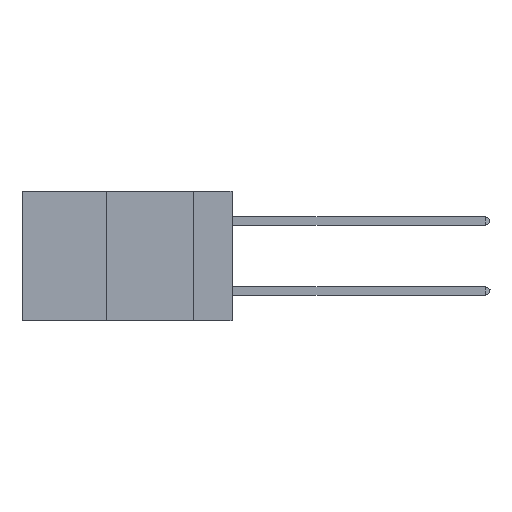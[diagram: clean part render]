
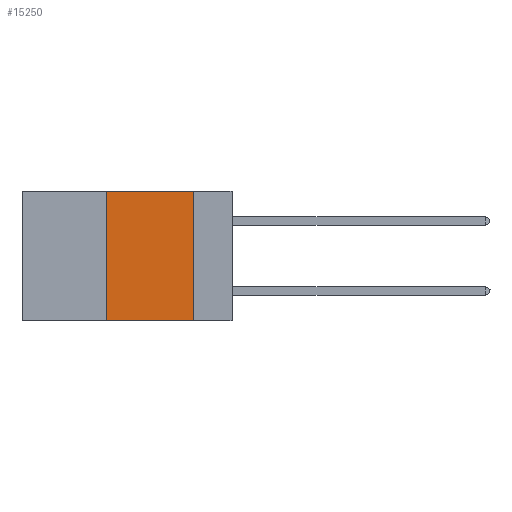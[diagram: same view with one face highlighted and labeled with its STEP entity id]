
A CAD part, left-side view. The second image highlights one B-rep face of the part: STEP entity #15250.
In plain terms, the highlighted planar face has unit normal (-1, 0, 0).
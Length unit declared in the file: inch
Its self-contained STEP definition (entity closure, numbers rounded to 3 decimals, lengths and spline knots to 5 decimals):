
#1163 = VERTEX_POINT ( 'NONE', #2420 ) ;
#2298 = AXIS2_PLACEMENT_3D ( 'NONE', #9933, #19228, #5427 ) ;
#2420 = CARTESIAN_POINT ( 'NONE',  ( 0., 0.11, -0.37 ) ) ;
#2940 = VERTEX_POINT ( 'NONE', #12083 ) ;
#3458 = VERTEX_POINT ( 'NONE', #9220 ) ;
#3961 = LINE ( 'NONE', #13698, #27653 ) ;
#5427 = DIRECTION ( 'NONE',  ( 0., 0., -1. ) ) ;
#6350 = LINE ( 'NONE', #18722, #23945 ) ;
#8205 = CARTESIAN_POINT ( 'NONE',  ( 0., 0.11, 0. ) ) ;
#9134 = DIRECTION ( 'NONE',  ( 0., 0., 1. ) ) ;
#9220 = CARTESIAN_POINT ( 'NONE',  ( 0., 0.36, -0.37 ) ) ;
#9295 = VECTOR ( 'NONE', #19243, 39.37008 ) ;
#9848 = CARTESIAN_POINT ( 'NONE',  ( 0., 0.36, 0. ) ) ;
#9933 = CARTESIAN_POINT ( 'NONE',  ( 0., 0.6, 0. ) ) ;
#10936 = EDGE_CURVE ( 'NONE', #2940, #1163, #22700, .T. ) ;
#11901 = EDGE_CURVE ( 'NONE', #3458, #1163, #15470, .T. ) ;
#12083 = CARTESIAN_POINT ( 'NONE',  ( 0., 0.11, 0. ) ) ;
#12491 = FACE_OUTER_BOUND ( 'NONE', #29741, .T. ) ;
#13137 = ORIENTED_EDGE ( 'NONE', *, *, #10936, .F. ) ;
#13698 = CARTESIAN_POINT ( 'NONE',  ( 0., 0.36, 0. ) ) ;
#15250 = ADVANCED_FACE ( 'NONE', ( #12491 ), #16920, .F. ) ;
#15470 = LINE ( 'NONE', #23716, #9295 ) ;
#15668 = EDGE_CURVE ( 'NONE', #27437, #2940, #6350, .T. ) ;
#16747 = ORIENTED_EDGE ( 'NONE', *, *, #11901, .T. ) ;
#16920 = PLANE ( 'NONE',  #2298 ) ;
#18200 = ORIENTED_EDGE ( 'NONE', *, *, #19247, .F. ) ;
#18722 = CARTESIAN_POINT ( 'NONE',  ( 0., 0.6, 0. ) ) ;
#19228 = DIRECTION ( 'NONE',  ( 1., 0., 0. ) ) ;
#19243 = DIRECTION ( 'NONE',  ( 0., -1., 0. ) ) ;
#19247 = EDGE_CURVE ( 'NONE', #3458, #27437, #3961, .T. ) ;
#21008 = DIRECTION ( 'NONE',  ( 0., -1., 0. ) ) ;
#22700 = LINE ( 'NONE', #8205, #28014 ) ;
#23716 = CARTESIAN_POINT ( 'NONE',  ( 0., 0.6, -0.37 ) ) ;
#23945 = VECTOR ( 'NONE', #21008, 39.37008 ) ;
#25675 = ORIENTED_EDGE ( 'NONE', *, *, #15668, .F. ) ;
#26568 = DIRECTION ( 'NONE',  ( 0., 0., -1. ) ) ;
#27437 = VERTEX_POINT ( 'NONE', #9848 ) ;
#27653 = VECTOR ( 'NONE', #9134, 39.37008 ) ;
#28014 = VECTOR ( 'NONE', #26568, 39.37008 ) ;
#29741 = EDGE_LOOP ( 'NONE', ( #13137, #25675, #18200, #16747 ) ) ;
